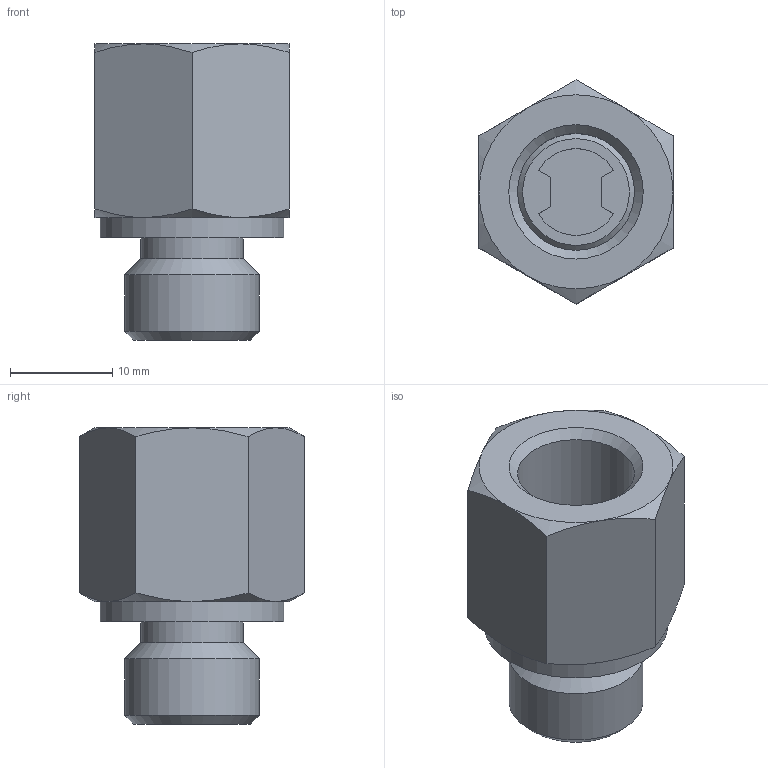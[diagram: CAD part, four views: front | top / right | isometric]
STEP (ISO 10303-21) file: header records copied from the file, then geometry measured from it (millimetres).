
FILE_DESCRIPTION(/* description */ ('STEP AP214'),/* implementation_level */ '2;1');
FILE_NAME(/* name */ '563398_NPFV-AF-G14-G14-MF',/* time_stamp */ '2024-09-09T21:23:28+02:00',/* author */ ('License CC BY-ND 4.0'),/* organization */ ('CADENAS'),/* preprocessor_version */ 'ST-DEVELOPER v19.3',/* originating_system */ 'PARTsolutions',/* authorisation */ ' ');
FILE_SCHEMA (('AUTOMOTIVE_DESIGN {1 0 10303 214 3 1 1}'));
Length unit declared in the file: millimetre
Products named in the file (1): 563398 NPFV-AF-G14-G14-MF
Bounding box: 19 x 21.94 x 29 mm (x, y, z)
Volume: 5488.3 mm3; surface area: 2942.8 mm2
Topology: 1 solids, 1 shells, 43 faces, 90 edges, 54 vertices
Faces by surface type: plane 19, cone 17, cylinder 7
Full cylindrical faces by diameter (mm): 6 x1, 10 x1, 11.445 x1, 13.157 x1, 18 x1
Entity records: 1134 total; most frequent: CARTESIAN_POINT 250, DIRECTION 174, ORIENTED_EDGE 160, EDGE_CURVE 80, AXIS2_PLACEMENT_3D 74, EDGE_LOOP 58, FACE_BOUND 58, VERTEX_POINT 54
